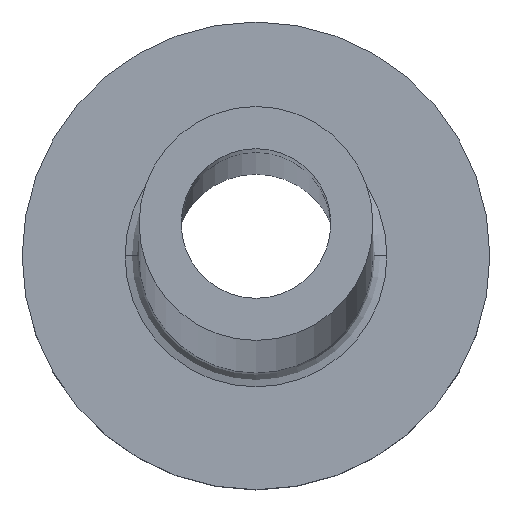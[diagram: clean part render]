
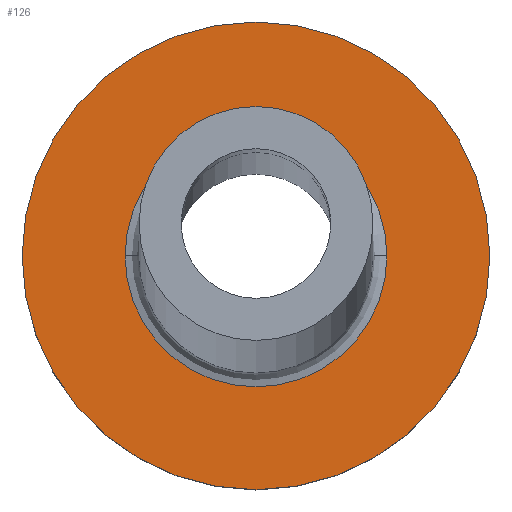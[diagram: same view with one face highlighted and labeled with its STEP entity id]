
A CAD part, top view. The second image highlights one B-rep face of the part: STEP entity #126.
In plain terms, the highlighted planar face has unit normal (0, 0, 1).
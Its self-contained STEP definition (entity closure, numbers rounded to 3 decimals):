
#9 = CARTESIAN_POINT ( 'NONE',  ( -2.8, 0., 3. ) ) ;
#23 = EDGE_LOOP ( 'NONE', ( #337, #351 ) ) ;
#31 = DIRECTION ( 'NONE',  ( 1., 0., 0. ) ) ;
#66 = AXIS2_PLACEMENT_3D ( 'NONE', #243, #457, #75 ) ;
#73 = CIRCLE ( 'NONE', #66, 5. ) ;
#75 = DIRECTION ( 'NONE',  ( 1., 0., 0. ) ) ;
#91 = AXIS2_PLACEMENT_3D ( 'NONE', #107, #218, #259 ) ;
#99 = DIRECTION ( 'NONE',  ( 0., 0., 1. ) ) ;
#103 = CARTESIAN_POINT ( 'NONE',  ( 0., 0., 3. ) ) ;
#107 = CARTESIAN_POINT ( 'NONE',  ( 0., 0., 3. ) ) ;
#126 = ADVANCED_FACE ( 'NONE', ( #217, #418 ), #325, .T. ) ;
#127 = ORIENTED_EDGE ( 'NONE', *, *, #254, .T. ) ;
#149 = CARTESIAN_POINT ( 'NONE',  ( 0., 0., 3. ) ) ;
#186 = VERTEX_POINT ( 'NONE', #367 ) ;
#217 = FACE_BOUND ( 'NONE', #23, .T. ) ;
#218 = DIRECTION ( 'NONE',  ( 0., 0., 1. ) ) ;
#219 = ORIENTED_EDGE ( 'NONE', *, *, #379, .T. ) ;
#220 = AXIS2_PLACEMENT_3D ( 'NONE', #149, #447, #31 ) ;
#237 = CARTESIAN_POINT ( 'NONE',  ( 2.8, 0., 3. ) ) ;
#239 = AXIS2_PLACEMENT_3D ( 'NONE', #103, #99, #386 ) ;
#243 = CARTESIAN_POINT ( 'NONE',  ( 0., 0., 3. ) ) ;
#246 = CARTESIAN_POINT ( 'NONE',  ( 5., 0., 3. ) ) ;
#254 = EDGE_CURVE ( 'NONE', #186, #428, #387, .T. ) ;
#256 = EDGE_LOOP ( 'NONE', ( #127, #219 ) ) ;
#259 = DIRECTION ( 'NONE',  ( 1., 0., 0. ) ) ;
#292 = VERTEX_POINT ( 'NONE', #9 ) ;
#325 = PLANE ( 'NONE',  #239 ) ;
#329 = CIRCLE ( 'NONE', #436, 2.8 ) ;
#337 = ORIENTED_EDGE ( 'NONE', *, *, #402, .T. ) ;
#338 = CIRCLE ( 'NONE', #220, 2.8 ) ;
#351 = ORIENTED_EDGE ( 'NONE', *, *, #439, .T. ) ;
#353 = CARTESIAN_POINT ( 'NONE',  ( 0., 0., 3. ) ) ;
#354 = DIRECTION ( 'NONE',  ( 0., 0., -1. ) ) ;
#360 = VERTEX_POINT ( 'NONE', #237 ) ;
#367 = CARTESIAN_POINT ( 'NONE',  ( -5., 0., 3. ) ) ;
#379 = EDGE_CURVE ( 'NONE', #428, #186, #73, .T. ) ;
#386 = DIRECTION ( 'NONE',  ( 1., 0., 0. ) ) ;
#387 = CIRCLE ( 'NONE', #91, 5. ) ;
#402 = EDGE_CURVE ( 'NONE', #360, #292, #338, .T. ) ;
#418 = FACE_OUTER_BOUND ( 'NONE', #256, .T. ) ;
#422 = DIRECTION ( 'NONE',  ( 1., 0., 0. ) ) ;
#428 = VERTEX_POINT ( 'NONE', #246 ) ;
#436 = AXIS2_PLACEMENT_3D ( 'NONE', #353, #354, #422 ) ;
#439 = EDGE_CURVE ( 'NONE', #292, #360, #329, .T. ) ;
#447 = DIRECTION ( 'NONE',  ( 0., 0., -1. ) ) ;
#457 = DIRECTION ( 'NONE',  ( 0., 0., 1. ) ) ;
